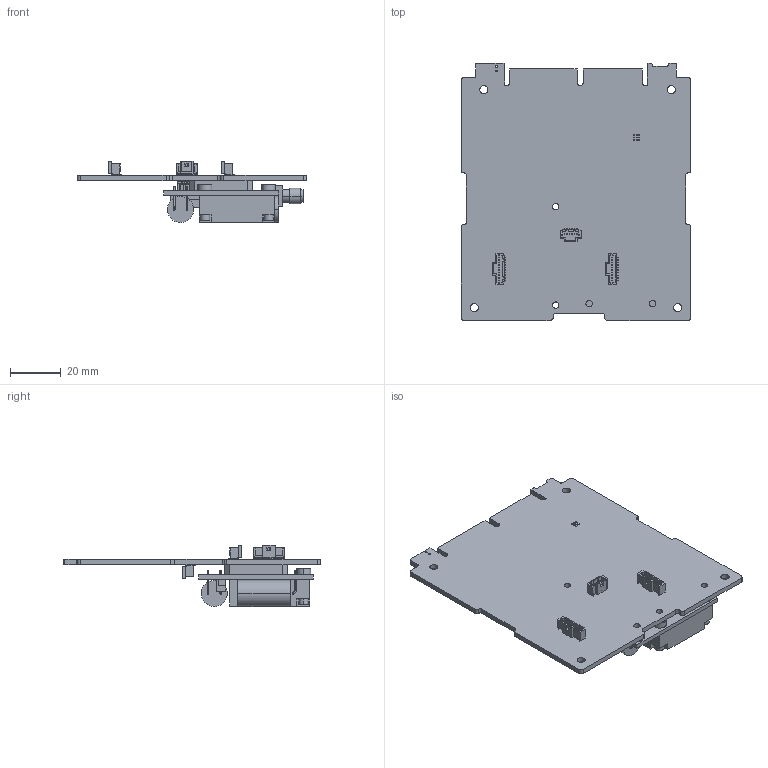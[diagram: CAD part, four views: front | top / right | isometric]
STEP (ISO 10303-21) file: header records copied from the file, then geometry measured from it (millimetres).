
FILE_DESCRIPTION(('KiCad electronic assembly'),'2;1');
FILE_NAME('FP Interface Card.step','2022-05-12T13:45:51',('Pcbnew'),( 'Kicad'),'Open CASCADE STEP processor 7.6','KiCad to STEP converter' ,'Unknown');
FILE_SCHEMA(('AUTOMOTIVE_DESIGN { 1 0 10303 214 1 1 1 1 }'));
Length unit declared in the file: millimetre
Products named in the file (8): FP Interface Card 1; T1M-06-F-SV-L; COMPOUND; T1M-10-F-SV-L; RockBLOCK_V_3B; FP Interface Card PCB
Assembly tree (9 placements, depth 3):
  FP Interface Card 1
    T1M-06-F-SV-L
      COMPOUND
    T1M-10-F-SV-L  x3
      COMPOUND
    RockBLOCK_V_3B
      COMPOUND
    FP Interface Card PCB
Bounding box: 90.17 x 101.14 x 24.06 mm (x, y, z)
Volume: 37635.7 mm3; surface area: 30523.5 mm2
Topology: 13 solids, 13 shells, 1353 faces, 3679 edges, 2384 vertices
Faces by surface type: bspline 1264, cylinder 48, plane 41
Full cylindrical faces by diameter (mm): 0.3 x9, 0.7 x2, 2.5 x4, 3.175 x4
Entity records: 48291 total; most frequent: CARTESIAN_POINT 19302, B_SPLINE_CURVE_WITH_KNOTS 5074, ORIENTED_EDGE 4186, PCURVE 4186, DEFINITIONAL_REPRESENTATION 4186, EDGE_CURVE 2093, SURFACE_CURVE 2074, VERTEX_POINT 1364
